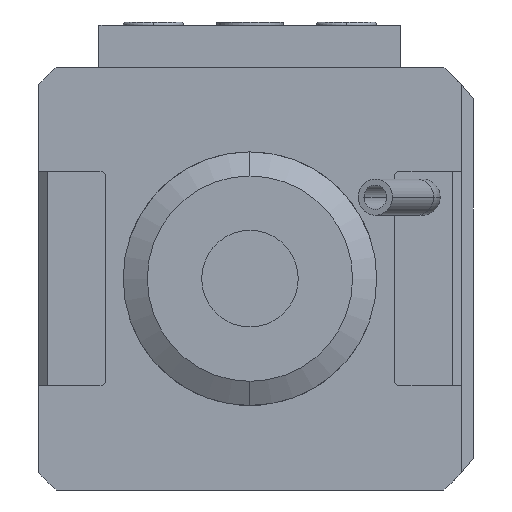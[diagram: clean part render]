
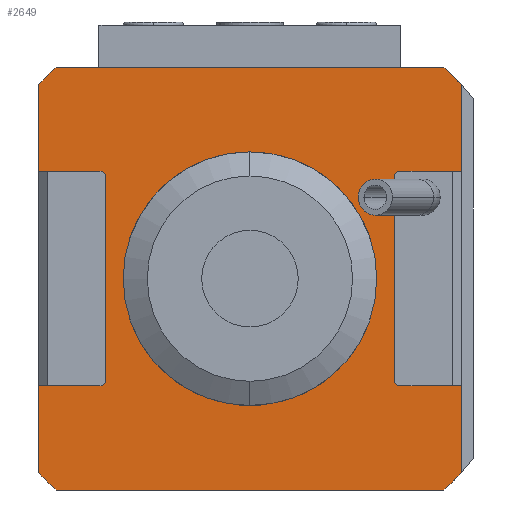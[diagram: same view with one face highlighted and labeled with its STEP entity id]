
A CAD part, left-side view. The second image highlights one B-rep face of the part: STEP entity #2649.
In plain terms, the highlighted planar face has unit normal (-1, 0, 0).
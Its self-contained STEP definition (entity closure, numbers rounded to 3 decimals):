
#15=CARTESIAN_POINT('',(-27.5,0.,0.));
#16=DIRECTION('',(-1.,0.,0.));
#17=DIRECTION('',(0.,-0.676,-0.737));
#18=AXIS2_PLACEMENT_3D('',#15,#16,#17);
#20=DIRECTION('',(0.,0.,-1.));
#21=VECTOR('',#20,14.363);
#22=CARTESIAN_POINT('',(-27.5,-35.,-17.75));
#23=LINE('',#22,#21);
#36=DIRECTION('',(0.,0.,-1.));
#37=VECTOR('',#36,14.363);
#38=CARTESIAN_POINT('',(-27.5,-35.,32.113));
#39=LINE('',#38,#37);
#58=CARTESIAN_POINT('',(-27.5,0.,0.));
#59=DIRECTION('',(-1.,0.,0.));
#60=DIRECTION('',(0.,-0.737,0.676));
#61=AXIS2_PLACEMENT_3D('',#58,#59,#60);
#83=DIRECTION('',(0.,1.,0.));
#84=VECTOR('',#83,10.5);
#85=CARTESIAN_POINT('',(-27.5,24.5,-17.75));
#86=LINE('',#85,#84);
#87=DIRECTION('',(0.,-1.,0.));
#88=VECTOR('',#87,10.5);
#89=CARTESIAN_POINT('',(-27.5,35.,17.75));
#90=LINE('',#89,#88);
#91=DIRECTION('',(0.,-1.,0.));
#92=VECTOR('',#91,64.226);
#93=CARTESIAN_POINT('',(-27.5,32.113,35.));
#94=LINE('',#93,#92);
#95=DIRECTION('',(0.,-1.,0.));
#96=VECTOR('',#95,10.5);
#97=CARTESIAN_POINT('',(-27.5,-24.5,17.75));
#98=LINE('',#97,#96);
#99=DIRECTION('',(0.,0.,1.));
#100=VECTOR('',#99,34.5);
#101=CARTESIAN_POINT('',(-27.5,-24.,-17.25));
#102=LINE('',#101,#100);
#103=DIRECTION('',(0.,1.,0.));
#104=VECTOR('',#103,10.5);
#105=CARTESIAN_POINT('',(-27.5,-35.,-17.75));
#106=LINE('',#105,#104);
#107=DIRECTION('',(0.,1.,0.));
#108=VECTOR('',#107,64.226);
#109=CARTESIAN_POINT('',(-27.5,-32.113,-35.));
#110=LINE('',#109,#108);
#123=DIRECTION('',(0.,0.,1.));
#124=VECTOR('',#123,14.363);
#125=CARTESIAN_POINT('',(-27.5,35.,17.75));
#126=LINE('',#125,#124);
#139=DIRECTION('',(0.,0.,1.));
#140=VECTOR('',#139,14.363);
#141=CARTESIAN_POINT('',(-27.5,35.,-32.113));
#142=LINE('',#141,#140);
#241=CARTESIAN_POINT('',(-27.5,0.,0.));
#242=DIRECTION('',(-1.,0.,0.));
#243=DIRECTION('',(0.,0.676,0.737));
#244=AXIS2_PLACEMENT_3D('',#241,#242,#243);
#410=CARTESIAN_POINT('',(-27.5,0.,0.));
#411=DIRECTION('',(-1.,0.,0.));
#412=DIRECTION('',(0.,0.737,-0.676));
#413=AXIS2_PLACEMENT_3D('',#410,#411,#412);
#1148=DIRECTION('',(0.,-0.707,-0.707));
#1149=VECTOR('',#1148,0.707);
#1150=CARTESIAN_POINT('',(-27.5,24.5,17.75));
#1151=LINE('',#1150,#1149);
#1180=DIRECTION('',(0.,0.,1.));
#1181=VECTOR('',#1180,34.5);
#1182=CARTESIAN_POINT('',(-27.5,24.,-17.25));
#1183=LINE('',#1182,#1181);
#1188=DIRECTION('',(0.,0.707,-0.707));
#1189=VECTOR('',#1188,0.707);
#1190=CARTESIAN_POINT('',(-27.5,24.,-17.25));
#1191=LINE('',#1190,#1189);
#1394=DIRECTION('',(0.,0.707,0.707));
#1395=VECTOR('',#1394,0.707);
#1396=CARTESIAN_POINT('',(-27.5,-24.5,-17.75));
#1397=LINE('',#1396,#1395);
#1430=DIRECTION('',(0.,-0.707,0.707));
#1431=VECTOR('',#1430,0.707);
#1432=CARTESIAN_POINT('',(-27.5,-24.,17.25));
#1433=LINE('',#1432,#1431);
#1566=CARTESIAN_POINT('',(-27.5,0.,0.));
#1567=DIRECTION('',(-1.,0.,0.));
#1568=DIRECTION('',(0.,-1.,0.));
#1569=AXIS2_PLACEMENT_3D('',#1566,#1567,#1568);
#1595=CARTESIAN_POINT('',(-27.5,0.,0.));
#1596=DIRECTION('',(-1.,0.,0.));
#1597=DIRECTION('',(0.,1.,0.));
#1598=AXIS2_PLACEMENT_3D('',#1595,#1596,#1597);
#2317=CARTESIAN_POINT('',(-27.5,-18.2,0.));
#2318=CARTESIAN_POINT('',(-27.5,18.2,0.));
#2319=VERTEX_POINT('',#2317);
#2320=VERTEX_POINT('',#2318);
#2321=CARTESIAN_POINT('',(-27.5,-35.,32.113));
#2322=CARTESIAN_POINT('',(-27.5,-32.113,35.));
#2323=VERTEX_POINT('',#2321);
#2324=VERTEX_POINT('',#2322);
#2325=CARTESIAN_POINT('',(-27.5,32.113,35.));
#2326=CARTESIAN_POINT('',(-27.5,35.,32.113));
#2327=VERTEX_POINT('',#2325);
#2328=VERTEX_POINT('',#2326);
#2329=CARTESIAN_POINT('',(-27.5,35.,-32.113));
#2330=CARTESIAN_POINT('',(-27.5,32.113,-35.));
#2331=VERTEX_POINT('',#2329);
#2332=VERTEX_POINT('',#2330);
#2333=CARTESIAN_POINT('',(-27.5,-32.113,-35.));
#2334=CARTESIAN_POINT('',(-27.5,-35.,-32.113));
#2335=VERTEX_POINT('',#2333);
#2336=VERTEX_POINT('',#2334);
#2337=CARTESIAN_POINT('',(-27.5,35.,-17.75));
#2338=VERTEX_POINT('',#2337);
#2339=CARTESIAN_POINT('',(-27.5,35.,17.75));
#2340=VERTEX_POINT('',#2339);
#2341=CARTESIAN_POINT('',(-27.5,-35.,17.75));
#2342=VERTEX_POINT('',#2341);
#2343=CARTESIAN_POINT('',(-27.5,-35.,-17.75));
#2344=VERTEX_POINT('',#2343);
#2349=CARTESIAN_POINT('',(-27.5,24.5,17.75));
#2350=VERTEX_POINT('',#2349);
#2351=CARTESIAN_POINT('',(-27.5,24.,17.25));
#2352=VERTEX_POINT('',#2351);
#2354=CARTESIAN_POINT('',(-27.5,24.5,-17.75));
#2356=VERTEX_POINT('',#2354);
#2359=CARTESIAN_POINT('',(-27.5,24.,-17.25));
#2360=VERTEX_POINT('',#2359);
#2362=CARTESIAN_POINT('',(-27.5,-24.5,17.75));
#2364=VERTEX_POINT('',#2362);
#2367=CARTESIAN_POINT('',(-27.5,-24.,17.25));
#2368=VERTEX_POINT('',#2367);
#2373=CARTESIAN_POINT('',(-27.5,-24.5,-17.75));
#2374=VERTEX_POINT('',#2373);
#2375=CARTESIAN_POINT('',(-27.5,-24.,-17.25));
#2376=VERTEX_POINT('',#2375);
#2601=CARTESIAN_POINT('',(-27.5,-24.,-35.));
#2602=DIRECTION('',(1.,0.,0.));
#2603=DIRECTION('',(0.,1.,0.));
#2604=AXIS2_PLACEMENT_3D('',#2601,#2602,#2603);
#2605=PLANE('',#2604);
#2607=ORIENTED_EDGE('',*,*,#2606,.F.);
#2609=ORIENTED_EDGE('',*,*,#2608,.F.);
#2611=ORIENTED_EDGE('',*,*,#2610,.T.);
#2613=ORIENTED_EDGE('',*,*,#2612,.F.);
#2615=ORIENTED_EDGE('',*,*,#2614,.F.);
#2617=ORIENTED_EDGE('',*,*,#2616,.T.);
#2619=ORIENTED_EDGE('',*,*,#2618,.F.);
#2620=ORIENTED_EDGE('',*,*,#2584,.T.);
#2621=ORIENTED_EDGE('',*,*,#2573,.F.);
#2622=ORIENTED_EDGE('',*,*,#2537,.T.);
#2624=ORIENTED_EDGE('',*,*,#2623,.F.);
#2626=ORIENTED_EDGE('',*,*,#2625,.F.);
#2628=ORIENTED_EDGE('',*,*,#2627,.F.);
#2630=ORIENTED_EDGE('',*,*,#2629,.F.);
#2632=ORIENTED_EDGE('',*,*,#2631,.F.);
#2633=ORIENTED_EDGE('',*,*,#2529,.T.);
#2634=ORIENTED_EDGE('',*,*,#2516,.F.);
#2636=ORIENTED_EDGE('',*,*,#2635,.T.);
#2638=ORIENTED_EDGE('',*,*,#2637,.F.);
#2640=ORIENTED_EDGE('',*,*,#2639,.T.);
#2641=EDGE_LOOP('',(#2607,#2609,#2611,#2613,#2615,#2617,#2619,#2620,#2621,#2622,
#2624,#2626,#2628,#2630,#2632,#2633,#2634,#2636,#2638,#2640));
#2642=FACE_OUTER_BOUND('',#2641,.F.);
#2644=ORIENTED_EDGE('',*,*,#2643,.T.);
#2646=ORIENTED_EDGE('',*,*,#2645,.T.);
#2647=EDGE_LOOP('',(#2644,#2646));
#2648=FACE_BOUND('',#2647,.F.);
#2649=ADVANCED_FACE('',(#2642,#2648),#2605,.F.);
#19=CIRCLE('',#18,47.5);
#62=CIRCLE('',#61,47.5);
#245=CIRCLE('',#244,47.5);
#414=CIRCLE('',#413,47.5);
#1570=CIRCLE('',#1569,18.2);
#1599=CIRCLE('',#1598,18.2);
#2516=EDGE_CURVE('',#2335,#2336,#19,.T.);
#2529=EDGE_CURVE('',#2344,#2336,#23,.T.);
#2537=EDGE_CURVE('',#2323,#2342,#39,.T.);
#2573=EDGE_CURVE('',#2323,#2324,#62,.T.);
#2584=EDGE_CURVE('',#2327,#2324,#94,.T.);
#2606=EDGE_CURVE('',#2356,#2338,#86,.T.);
#2608=EDGE_CURVE('',#2360,#2356,#1191,.T.);
#2610=EDGE_CURVE('',#2360,#2352,#1183,.T.);
#2612=EDGE_CURVE('',#2350,#2352,#1151,.T.);
#2614=EDGE_CURVE('',#2340,#2350,#90,.T.);
#2616=EDGE_CURVE('',#2340,#2328,#126,.T.);
#2618=EDGE_CURVE('',#2327,#2328,#245,.T.);
#2623=EDGE_CURVE('',#2364,#2342,#98,.T.);
#2625=EDGE_CURVE('',#2368,#2364,#1433,.T.);
#2627=EDGE_CURVE('',#2376,#2368,#102,.T.);
#2629=EDGE_CURVE('',#2374,#2376,#1397,.T.);
#2631=EDGE_CURVE('',#2344,#2374,#106,.T.);
#2635=EDGE_CURVE('',#2335,#2332,#110,.T.);
#2637=EDGE_CURVE('',#2331,#2332,#414,.T.);
#2639=EDGE_CURVE('',#2331,#2338,#142,.T.);
#2643=EDGE_CURVE('',#2319,#2320,#1570,.T.);
#2645=EDGE_CURVE('',#2320,#2319,#1599,.T.);
